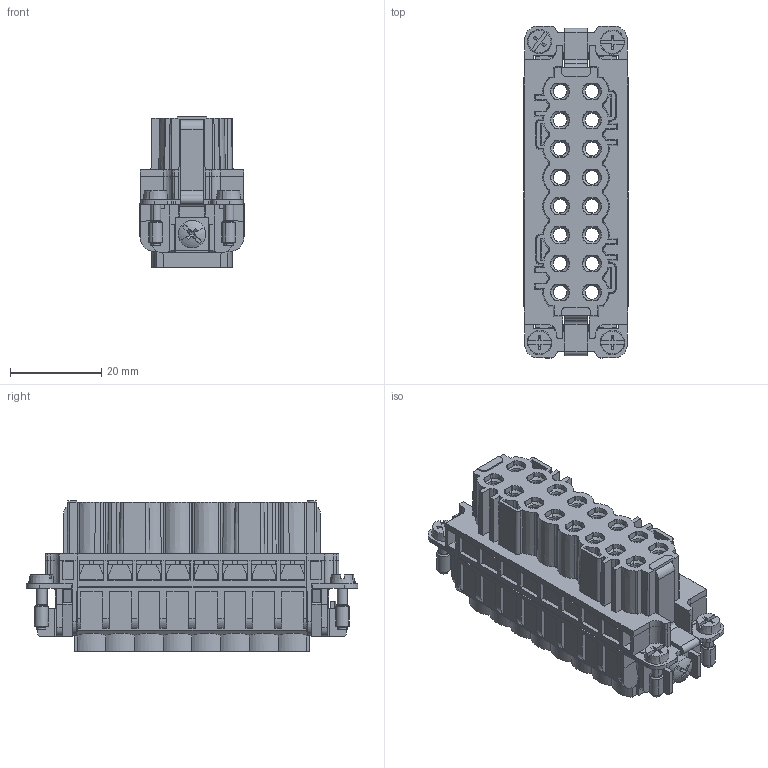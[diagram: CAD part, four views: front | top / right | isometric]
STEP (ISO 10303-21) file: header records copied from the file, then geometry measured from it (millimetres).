
FILE_DESCRIPTION(('CATIA V5 STEP Exchange','CAx-IF Rec.Pracs.--- Model Styling and Organization---1.4--- 2014-01-23'),'2;1');
FILE_NAME ('13430051_3', '2019-10-26T10:03:00+00:00', ('none'), ('Weidmueller'), 'CATIA Version 5-6 Release 2016 SP3 HF44', 'CATIA V5 STEP AP214', 'none');
FILE_SCHEMA(('AUTOMOTIVE_DESIGN { 1 0 10303 214 1 1 1 1 }'));
Products named in the file (1): 1873880000
Bounding box: 22.9 x 72.8 x 33.05 mm (x, y, z)
Volume: 23783.2 mm3; surface area: 21539.4 mm2
Topology: 5 solids, 5 shells, 1688 faces, 5129 edges, 3503 vertices
Faces by surface type: plane 1079, cone 277, cylinder 250, bspline 64, torus 16, revolution 2
Entity records: 56088 total; most frequent: CARTESIAN_POINT 14588, ORIENTED_EDGE 10252, DIRECTION 6064, EDGE_CURVE 5126, VERTEX_POINT 3503, VECTOR 3293, LINE 3293, AXIS2_PLACEMENT_3D 1886
